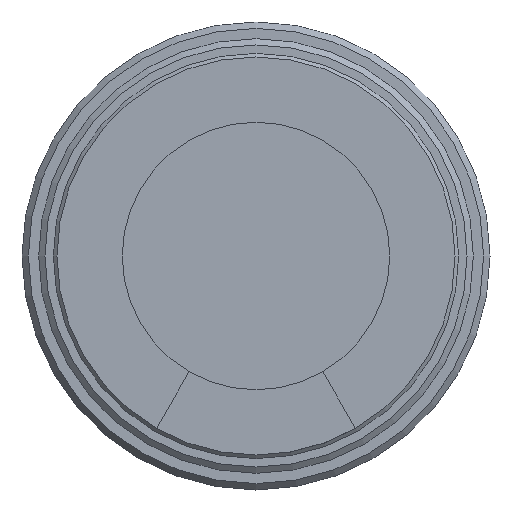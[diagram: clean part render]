
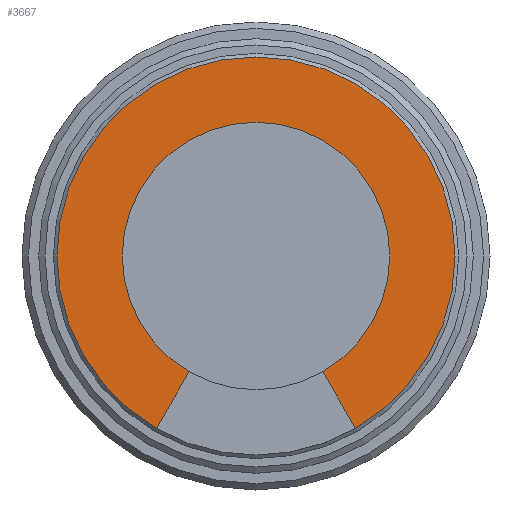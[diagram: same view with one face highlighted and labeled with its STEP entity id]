
A CAD part, left-side view. The second image highlights one B-rep face of the part: STEP entity #3667.
In plain terms, the highlighted planar face has unit normal (-1, 0, 0).
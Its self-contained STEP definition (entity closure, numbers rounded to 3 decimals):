
#21=FACE_BOUND('',#670,.T.);
#228=PLANE('',#4122);
#444=FACE_OUTER_BOUND('',#669,.T.);
#669=EDGE_LOOP('',(#3397,#3398));
#670=EDGE_LOOP('',(#3399,#3400));
#899=CIRCLE('',#4120,8.);
#900=CIRCLE('',#4121,8.);
#901=CIRCLE('',#4123,11.907);
#902=CIRCLE('',#4124,11.907);
#1773=VERTEX_POINT('',#6537);
#1774=VERTEX_POINT('',#6538);
#1775=VERTEX_POINT('',#6543);
#1776=VERTEX_POINT('',#6544);
#2317=EDGE_CURVE('',#1773,#1774,#899,.T.);
#2318=EDGE_CURVE('',#1774,#1773,#900,.T.);
#2320=EDGE_CURVE('',#1775,#1776,#901,.T.);
#2321=EDGE_CURVE('',#1776,#1775,#902,.T.);
#3397=ORIENTED_EDGE('',*,*,#2320,.F.);
#3398=ORIENTED_EDGE('',*,*,#2321,.F.);
#3399=ORIENTED_EDGE('',*,*,#2317,.T.);
#3400=ORIENTED_EDGE('',*,*,#2318,.T.);
#3667=ADVANCED_FACE('',(#444,#21),#228,.T.);
#4120=AXIS2_PLACEMENT_3D('',#6539,#5205,#5206);
#4121=AXIS2_PLACEMENT_3D('',#6540,#5207,#5208);
#4122=AXIS2_PLACEMENT_3D('',#6542,#5210,#5211);
#4123=AXIS2_PLACEMENT_3D('',#6545,#5212,#5213);
#4124=AXIS2_PLACEMENT_3D('',#6546,#5214,#5215);
#5205=DIRECTION('center_axis',(1.,0.,0.));
#5206=DIRECTION('ref_axis',(0.,0.,-1.));
#5207=DIRECTION('center_axis',(1.,0.,0.));
#5208=DIRECTION('ref_axis',(0.,0.,-1.));
#5210=DIRECTION('center_axis',(-1.,0.,0.));
#5211=DIRECTION('ref_axis',(0.,0.,1.));
#5212=DIRECTION('center_axis',(1.,0.,0.));
#5213=DIRECTION('ref_axis',(0.,0.,-1.));
#5214=DIRECTION('center_axis',(1.,0.,0.));
#5215=DIRECTION('ref_axis',(0.,0.,-1.));
#6537=CARTESIAN_POINT('',(34.368,7.998,0.));
#6538=CARTESIAN_POINT('',(34.368,-8.002,0.));
#6539=CARTESIAN_POINT('Origin',(34.368,-0.002,0.));
#6540=CARTESIAN_POINT('Origin',(34.368,-0.002,0.));
#6542=CARTESIAN_POINT('Origin',(34.368,11.905,0.));
#6543=CARTESIAN_POINT('',(34.368,11.905,0.));
#6544=CARTESIAN_POINT('',(34.368,-11.909,0.));
#6545=CARTESIAN_POINT('Origin',(34.368,-0.002,0.));
#6546=CARTESIAN_POINT('Origin',(34.368,-0.002,0.));
